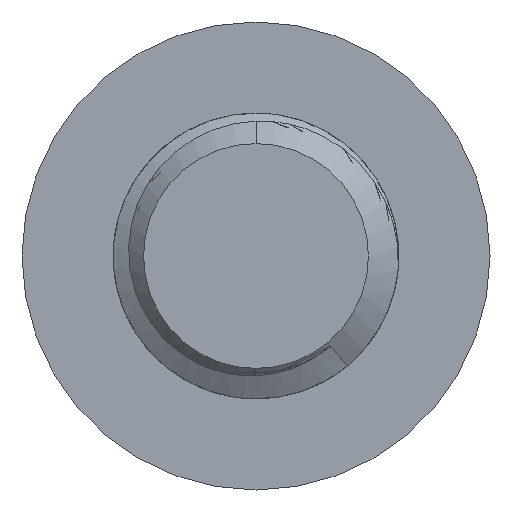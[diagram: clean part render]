
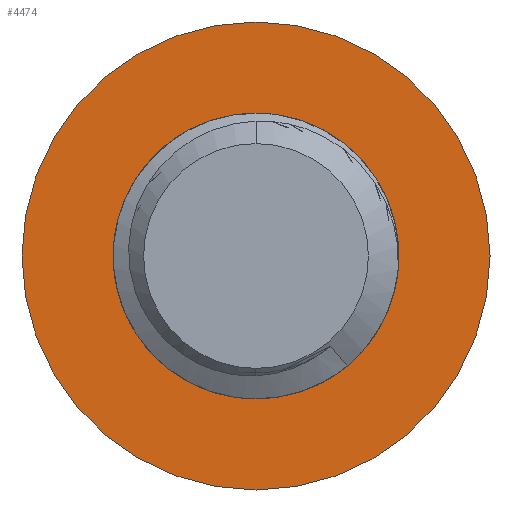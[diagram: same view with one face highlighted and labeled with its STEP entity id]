
A CAD part, front view. The second image highlights one B-rep face of the part: STEP entity #4474.
In plain terms, the highlighted planar face has unit normal (0, -1, 0).
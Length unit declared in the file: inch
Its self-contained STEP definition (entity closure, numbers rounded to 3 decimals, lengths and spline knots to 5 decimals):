
#141 = CARTESIAN_POINT ( 'NONE',  ( -0.094, -0.188, 0. ) ) ;
#148 = CARTESIAN_POINT ( 'NONE',  ( 0., -0.188, 0.094 ) ) ;
#287 = VERTEX_POINT ( 'NONE', #426 ) ;
#289 = CARTESIAN_POINT ( 'NONE',  ( 0., -0.188, 0. ) ) ;
#302 = PLANE ( 'NONE',  #631 ) ;
#324 = DIRECTION ( 'NONE',  ( 0., -1., 0. ) ) ;
#426 = CARTESIAN_POINT ( 'NONE',  ( 0., -0.188, -0.154 ) ) ;
#474 = CIRCLE ( 'NONE', #5514, 0.094 ) ;
#631 = AXIS2_PLACEMENT_3D ( 'NONE', #3526, #5268, #1186 ) ;
#689 = ORIENTED_EDGE ( 'NONE', *, *, #2885, .F. ) ;
#696 = CARTESIAN_POINT ( 'NONE',  ( 0., -0.188, 0. ) ) ;
#1037 = AXIS2_PLACEMENT_3D ( 'NONE', #2269, #2285, #3195 ) ;
#1040 = CIRCLE ( 'NONE', #3975, 0.094 ) ;
#1186 = DIRECTION ( 'NONE',  ( 0., 0., -1. ) ) ;
#1278 = AXIS2_PLACEMENT_3D ( 'NONE', #289, #1682, #3865 ) ;
#1483 = EDGE_LOOP ( 'NONE', ( #4170, #689 ) ) ;
#1591 = DIRECTION ( 'NONE',  ( 0., 0., -1. ) ) ;
#1682 = DIRECTION ( 'NONE',  ( 0., 1., 0. ) ) ;
#1710 = VERTEX_POINT ( 'NONE', #148 ) ;
#1716 = ORIENTED_EDGE ( 'NONE', *, *, #4748, .F. ) ;
#1968 = EDGE_CURVE ( 'NONE', #2895, #287, #2419, .T. ) ;
#2232 = ORIENTED_EDGE ( 'NONE', *, *, #5759, .F. ) ;
#2269 = CARTESIAN_POINT ( 'NONE',  ( 0., -0.188, 0. ) ) ;
#2285 = DIRECTION ( 'NONE',  ( 0., 1., 0. ) ) ;
#2419 = CIRCLE ( 'NONE', #1037, 0.154 ) ;
#2694 = CIRCLE ( 'NONE', #1278, 0.154 ) ;
#2744 = DIRECTION ( 'NONE',  ( 0., 0., -1. ) ) ;
#2885 = EDGE_CURVE ( 'NONE', #287, #2895, #2694, .T. ) ;
#2895 = VERTEX_POINT ( 'NONE', #3457 ) ;
#3195 = DIRECTION ( 'NONE',  ( 0., 0., 1. ) ) ;
#3221 = CARTESIAN_POINT ( 'NONE',  ( 0., -0.188, -0.094 ) ) ;
#3311 = FACE_OUTER_BOUND ( 'NONE', #1483, .T. ) ;
#3456 = FACE_BOUND ( 'NONE', #3916, .T. ) ;
#3457 = CARTESIAN_POINT ( 'NONE',  ( 0., -0.188, 0.154 ) ) ;
#3511 = DIRECTION ( 'NONE',  ( 0., 0., -1. ) ) ;
#3526 = CARTESIAN_POINT ( 'NONE',  ( 0.154, -0.188, 0. ) ) ;
#3528 = CIRCLE ( 'NONE', #3656, 0.094 ) ;
#3656 = AXIS2_PLACEMENT_3D ( 'NONE', #3969, #324, #3511 ) ;
#3865 = DIRECTION ( 'NONE',  ( 0., 0., 1. ) ) ;
#3916 = EDGE_LOOP ( 'NONE', ( #5593, #1716, #2232 ) ) ;
#3969 = CARTESIAN_POINT ( 'NONE',  ( 0., -0.188, 0. ) ) ;
#3975 = AXIS2_PLACEMENT_3D ( 'NONE', #696, #4757, #1591 ) ;
#4088 = DIRECTION ( 'NONE',  ( 0., -1., 0. ) ) ;
#4090 = EDGE_CURVE ( 'NONE', #5069, #4925, #1040, .T. ) ;
#4170 = ORIENTED_EDGE ( 'NONE', *, *, #1968, .F. ) ;
#4474 = ADVANCED_FACE ( 'NONE', ( #3456, #3311 ), #302, .T. ) ;
#4748 = EDGE_CURVE ( 'NONE', #1710, #5069, #474, .T. ) ;
#4757 = DIRECTION ( 'NONE',  ( 0., -1., 0. ) ) ;
#4925 = VERTEX_POINT ( 'NONE', #3221 ) ;
#5069 = VERTEX_POINT ( 'NONE', #141 ) ;
#5268 = DIRECTION ( 'NONE',  ( 0., -1., 0. ) ) ;
#5488 = CARTESIAN_POINT ( 'NONE',  ( 0., -0.188, 0. ) ) ;
#5514 = AXIS2_PLACEMENT_3D ( 'NONE', #5488, #4088, #2744 ) ;
#5593 = ORIENTED_EDGE ( 'NONE', *, *, #4090, .F. ) ;
#5759 = EDGE_CURVE ( 'NONE', #4925, #1710, #3528, .T. ) ;
